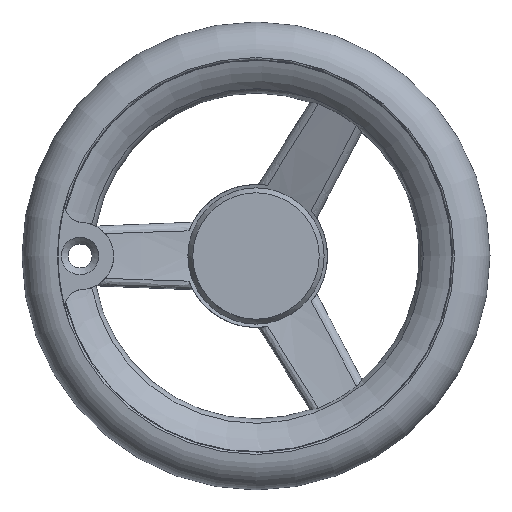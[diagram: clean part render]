
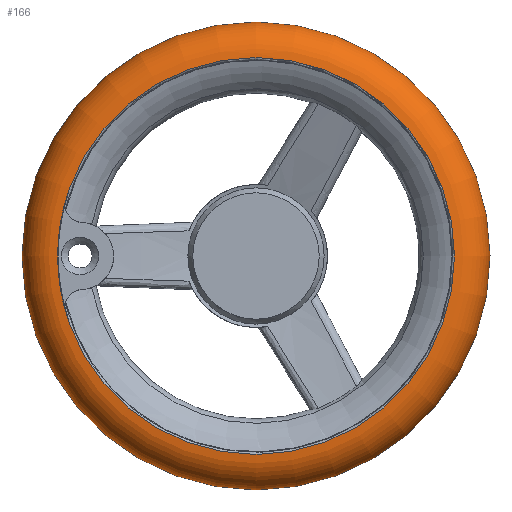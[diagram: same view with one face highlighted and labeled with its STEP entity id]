
A CAD part, left-side view. The second image highlights one B-rep face of the part: STEP entity #166.
In plain terms, the highlighted toroidal (fillet/blend) face has major radius 53 mm and minor radius 9.5 mm.
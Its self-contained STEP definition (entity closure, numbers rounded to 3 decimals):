
#145=TOROIDAL_SURFACE('',#1263,53.,9.5);
#166=ADVANCED_FACE('',(#244,#245),#145,.T.);
#244=FACE_BOUND('',#337,.T.);
#245=FACE_BOUND('',#338,.T.);
#337=EDGE_LOOP('',(#622));
#338=EDGE_LOOP('',(#623));
#622=ORIENTED_EDGE('',*,*,#1069,.T.);
#623=ORIENTED_EDGE('',*,*,#1032,.F.);
#906=VERTEX_POINT('',#1727);
#936=VERTEX_POINT('',#2063);
#1032=EDGE_CURVE('',#906,#906,#1178,.T.);
#1069=EDGE_CURVE('',#936,#936,#1191,.T.);
#1178=CIRCLE('',#1242,53.);
#1191=CIRCLE('',#1262,59.421);
#1242=AXIS2_PLACEMENT_3D('',#1726,#1378,#1379);
#1262=AXIS2_PLACEMENT_3D('',#2062,#1418,#1419);
#1263=AXIS2_PLACEMENT_3D('',#2064,#1420,#1421);
#1378=DIRECTION('',(-1.,0.,0.));
#1379=DIRECTION('',(0.,0.,1.));
#1418=DIRECTION('',(-1.,0.,0.));
#1419=DIRECTION('',(0.,0.,1.));
#1420=DIRECTION('',(-1.,0.,0.));
#1421=DIRECTION('',(0.,0.,1.));
#1726=CARTESIAN_POINT('',(323.249,189.74,0.));
#1727=CARTESIAN_POINT('',(323.249,189.74,53.));
#2062=CARTESIAN_POINT('',(339.75,189.74,0.));
#2063=CARTESIAN_POINT('',(339.75,189.74,59.421));
#2064=CARTESIAN_POINT('',(332.749,189.74,0.));
